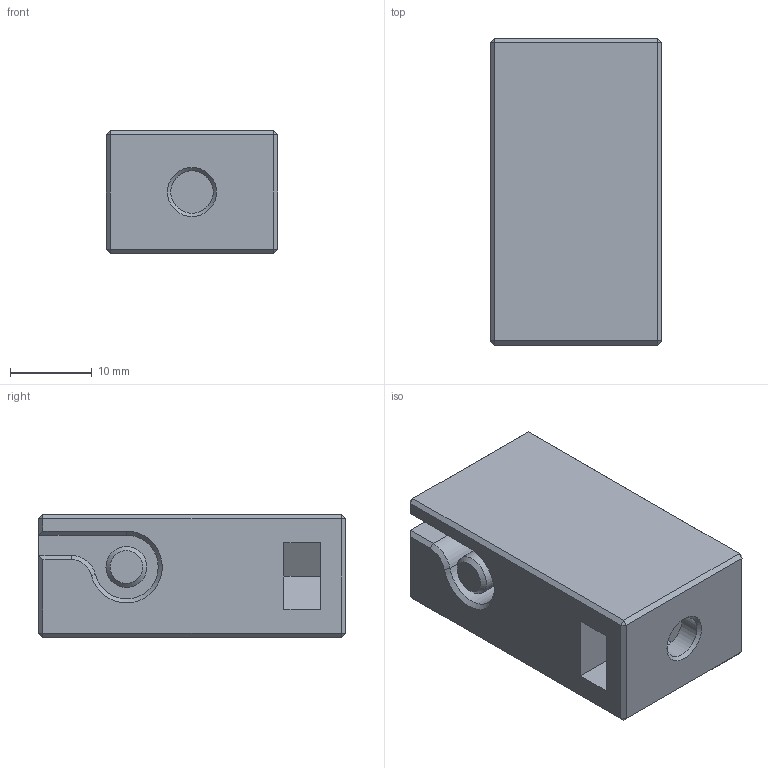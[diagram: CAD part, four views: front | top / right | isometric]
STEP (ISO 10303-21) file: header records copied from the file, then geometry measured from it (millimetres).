
FILE_DESCRIPTION(/* description */ (''),/* implementation_level */ '2;1');
FILE_NAME(/* name */ 'V06-01-04-03-01 - Belt tensioner slider (0.5XY).step',/* time_stamp */ '2021-10-13T17:21:22+03:00',/* author */ (''),/* organization */ (''),/* preprocessor_version */ 'ST-DEVELOPER v18.1',/* originating_system */ 'Autodesk Translation Framework v10.10.0.1391',/* authorisation */ '');
FILE_SCHEMA (('AUTOMOTIVE_DESIGN { 1 0 10303 214 3 1 1 }'));
Length unit declared in the file: millimetre
Products named in the file (1): V06-01-04-03-01 - Belt tensioner slider (XY/2)
Bounding box: 21 x 37.5 x 15 mm (x, y, z)
Volume: 10109.1 mm3; surface area: 4632.4 mm2
Topology: 1 solids, 2 shells, 52 faces, 106 edges, 61 vertices
Faces by surface type: plane 41, cylinder 7, cone 4
Full cylindrical faces by diameter (mm): 5 x1, 5.2 x3
Entity records: 1386 total; most frequent: CARTESIAN_POINT 254, DIRECTION 226, ORIENTED_EDGE 212, EDGE_CURVE 106, LINE 88, VECTOR 88, AXIS2_PLACEMENT_3D 69, VERTEX_POINT 61
